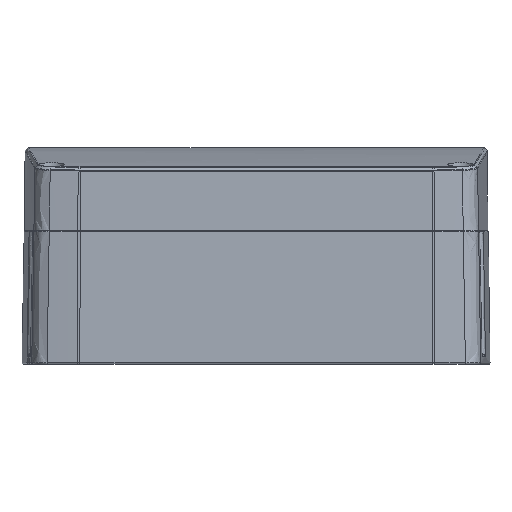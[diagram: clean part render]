
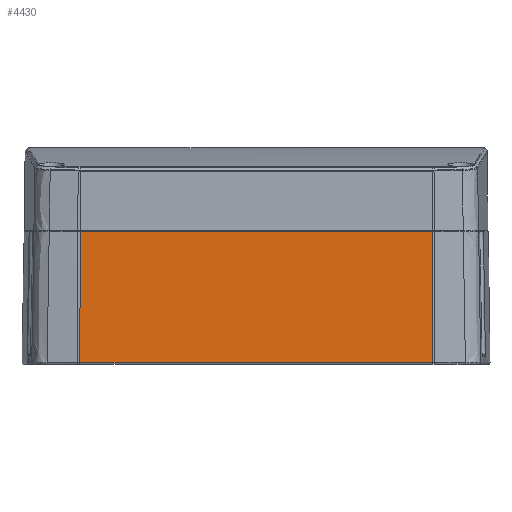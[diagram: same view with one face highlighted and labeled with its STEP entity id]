
A CAD part, left-side view. The second image highlights one B-rep face of the part: STEP entity #4430.
In plain terms, the highlighted planar face has unit normal (-1, 0, 0.018).
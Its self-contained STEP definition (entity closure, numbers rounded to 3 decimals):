
#3069=CARTESIAN_POINT('',(-90.477,-59.194,-44.491));
#3070=VERTEX_POINT('',#3069);
#3963=CARTESIAN_POINT('',(-90.477,59.194,-44.491));
#3964=VERTEX_POINT('',#3963);
#3990=CARTESIAN_POINT('',(-90.477,-59.194,-44.491));
#3991=DIRECTION('',(0.0,1.0,0.0));
#3992=VECTOR('',#3991,118.387);
#3993=LINE('',#3990,#3992);
#3994=EDGE_CURVE('',#3070,#3964,#3993,.T.);
#4386=CARTESIAN_POINT('',(-89.709,59.149,-0.491));
#4387=VERTEX_POINT('',#4386);
#4388=CARTESIAN_POINT('',(-90.477,59.194,-44.491));
#4389=CARTESIAN_POINT('',(-90.221,59.179,-29.825));
#4390=CARTESIAN_POINT('',(-89.965,59.164,-15.158));
#4391=CARTESIAN_POINT('',(-89.709,59.149,-0.491));
#4392=B_SPLINE_CURVE_WITH_KNOTS('',3,(#4388,#4389,#4390,#4391),.UNSPECIFIED.,.F.,.U.,(4,4),(-5.05,-0.649),.UNSPECIFIED.);
#4393=EDGE_CURVE('',#3964,#4387,#4392,.T.);
#4406=CARTESIAN_POINT('',(-89.7,59.5,0.0));
#4407=DIRECTION('',(-1.,0.0,0.017));
#4408=DIRECTION('',(0.0,1.0,0.0));
#4409=AXIS2_PLACEMENT_3D('',#4406,#4407,#4408);
#4410=PLANE('',#4409);
#4411=ORIENTED_EDGE('',*,*,#3994,.F.);
#4412=CARTESIAN_POINT('',(-89.709,-59.149,-0.491));
#4413=VERTEX_POINT('',#4412);
#4414=CARTESIAN_POINT('',(-89.709,-59.149,-0.491));
#4415=CARTESIAN_POINT('',(-89.965,-59.164,-15.158));
#4416=CARTESIAN_POINT('',(-90.221,-59.179,-29.825));
#4417=CARTESIAN_POINT('',(-90.477,-59.194,-44.491));
#4418=B_SPLINE_CURVE_WITH_KNOTS('',3,(#4414,#4415,#4416,#4417),.UNSPECIFIED.,.F.,.U.,(4,4),(0.649,5.05),.UNSPECIFIED.);
#4419=EDGE_CURVE('',#4413,#3070,#4418,.T.);
#4420=ORIENTED_EDGE('',*,*,#4419,.F.);
#4421=CARTESIAN_POINT('',(-89.709,59.149,-0.491));
#4422=DIRECTION('',(0.0,-1.0,0.0));
#4423=VECTOR('',#4422,118.297);
#4424=LINE('',#4421,#4423);
#4425=EDGE_CURVE('',#4387,#4413,#4424,.T.);
#4426=ORIENTED_EDGE('',*,*,#4425,.F.);
#4427=ORIENTED_EDGE('',*,*,#4393,.F.);
#4428=EDGE_LOOP('',(#4411,#4420,#4426,#4427));
#4429=FACE_OUTER_BOUND('',#4428,.T.);
#4430=ADVANCED_FACE('',(#4429),#4410,.T.);
